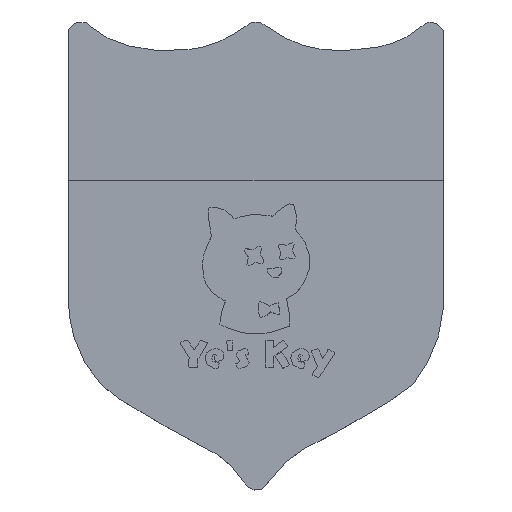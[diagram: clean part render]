
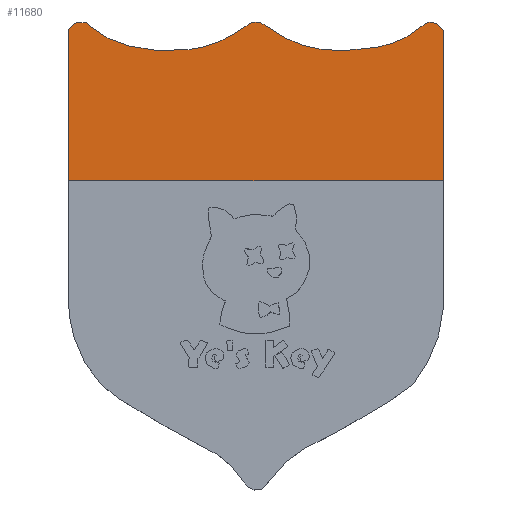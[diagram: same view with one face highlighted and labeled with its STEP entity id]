
A CAD part, top view. The second image highlights one B-rep face of the part: STEP entity #11680.
In plain terms, the highlighted planar face has unit normal (0, 0, 1).
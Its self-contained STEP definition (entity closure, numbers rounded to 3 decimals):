
#3126=ORIENTED_EDGE('',*,*,#4751,.F.);
#3127=ORIENTED_EDGE('',*,*,#4752,.T.);
#3128=ORIENTED_EDGE('',*,*,#3183,.F.);
#3129=ORIENTED_EDGE('',*,*,#3351,.T.);
#3130=ORIENTED_EDGE('',*,*,#3348,.T.);
#3131=ORIENTED_EDGE('',*,*,#3345,.T.);
#3132=ORIENTED_EDGE('',*,*,#3342,.T.);
#3133=ORIENTED_EDGE('',*,*,#3339,.T.);
#3134=ORIENTED_EDGE('',*,*,#3336,.T.);
#3135=ORIENTED_EDGE('',*,*,#3333,.T.);
#3136=ORIENTED_EDGE('',*,*,#3330,.T.);
#3137=ORIENTED_EDGE('',*,*,#3327,.T.);
#3138=ORIENTED_EDGE('',*,*,#3324,.T.);
#3139=ORIENTED_EDGE('',*,*,#3321,.T.);
#3140=ORIENTED_EDGE('',*,*,#3318,.T.);
#3141=ORIENTED_EDGE('',*,*,#3315,.T.);
#3142=ORIENTED_EDGE('',*,*,#3312,.T.);
#3143=ORIENTED_EDGE('',*,*,#3309,.T.);
#3144=ORIENTED_EDGE('',*,*,#3306,.T.);
#3145=ORIENTED_EDGE('',*,*,#3303,.T.);
#3146=ORIENTED_EDGE('',*,*,#3300,.T.);
#3147=ORIENTED_EDGE('',*,*,#3297,.T.);
#3148=ORIENTED_EDGE('',*,*,#3294,.T.);
#3149=ORIENTED_EDGE('',*,*,#3291,.T.);
#3150=ORIENTED_EDGE('',*,*,#3288,.T.);
#3151=ORIENTED_EDGE('',*,*,#3285,.T.);
#3152=ORIENTED_EDGE('',*,*,#3282,.T.);
#3153=ORIENTED_EDGE('',*,*,#3279,.T.);
#3154=ORIENTED_EDGE('',*,*,#3276,.T.);
#3155=ORIENTED_EDGE('',*,*,#3273,.T.);
#3156=ORIENTED_EDGE('',*,*,#3270,.T.);
#3157=ORIENTED_EDGE('',*,*,#3267,.T.);
#3183=EDGE_CURVE('',#4766,#4767,#5821,.T.);
#3267=EDGE_CURVE('',#4824,#4823,#5903,.T.);
#3270=EDGE_CURVE('',#4826,#4824,#5906,.T.);
#3273=EDGE_CURVE('',#4828,#4826,#5909,.T.);
#3276=EDGE_CURVE('',#4830,#4828,#5912,.T.);
#3279=EDGE_CURVE('',#4832,#4830,#5915,.T.);
#3282=EDGE_CURVE('',#4834,#4832,#5918,.T.);
#3285=EDGE_CURVE('',#4836,#4834,#5921,.T.);
#3288=EDGE_CURVE('',#4838,#4836,#5924,.T.);
#3291=EDGE_CURVE('',#4840,#4838,#5927,.T.);
#3294=EDGE_CURVE('',#4842,#4840,#5930,.T.);
#3297=EDGE_CURVE('',#4844,#4842,#5933,.T.);
#3300=EDGE_CURVE('',#4846,#4844,#5936,.T.);
#3303=EDGE_CURVE('',#4848,#4846,#5939,.T.);
#3306=EDGE_CURVE('',#4850,#4848,#5942,.T.);
#3309=EDGE_CURVE('',#4852,#4850,#5945,.T.);
#3312=EDGE_CURVE('',#4854,#4852,#5948,.T.);
#3315=EDGE_CURVE('',#4856,#4854,#5951,.T.);
#3318=EDGE_CURVE('',#4858,#4856,#5954,.T.);
#3321=EDGE_CURVE('',#4860,#4858,#5957,.T.);
#3324=EDGE_CURVE('',#4862,#4860,#5960,.T.);
#3327=EDGE_CURVE('',#4864,#4862,#5963,.T.);
#3330=EDGE_CURVE('',#4866,#4864,#5966,.T.);
#3333=EDGE_CURVE('',#4868,#4866,#5969,.T.);
#3336=EDGE_CURVE('',#4870,#4868,#5972,.T.);
#3339=EDGE_CURVE('',#4872,#4870,#5975,.T.);
#3342=EDGE_CURVE('',#4874,#4872,#5978,.T.);
#3345=EDGE_CURVE('',#4876,#4874,#5981,.T.);
#3348=EDGE_CURVE('',#4878,#4876,#5984,.T.);
#3351=EDGE_CURVE('',#4766,#4878,#5987,.T.);
#4751=EDGE_CURVE('',#5811,#4823,#7387,.T.);
#4752=EDGE_CURVE('',#5811,#4767,#7388,.T.);
#4766=VERTEX_POINT('',#17954);
#4767=VERTEX_POINT('',#17956);
#4823=VERTEX_POINT('',#18139);
#4824=VERTEX_POINT('',#18141);
#4826=VERTEX_POINT('',#18147);
#4828=VERTEX_POINT('',#18153);
#4830=VERTEX_POINT('',#18159);
#4832=VERTEX_POINT('',#18165);
#4834=VERTEX_POINT('',#18171);
#4836=VERTEX_POINT('',#18177);
#4838=VERTEX_POINT('',#18183);
#4840=VERTEX_POINT('',#18189);
#4842=VERTEX_POINT('',#18195);
#4844=VERTEX_POINT('',#18201);
#4846=VERTEX_POINT('',#18207);
#4848=VERTEX_POINT('',#18213);
#4850=VERTEX_POINT('',#18219);
#4852=VERTEX_POINT('',#18225);
#4854=VERTEX_POINT('',#18231);
#4856=VERTEX_POINT('',#18237);
#4858=VERTEX_POINT('',#18243);
#4860=VERTEX_POINT('',#18249);
#4862=VERTEX_POINT('',#18255);
#4864=VERTEX_POINT('',#18261);
#4866=VERTEX_POINT('',#18267);
#4868=VERTEX_POINT('',#18273);
#4870=VERTEX_POINT('',#18279);
#4872=VERTEX_POINT('',#18285);
#4874=VERTEX_POINT('',#18291);
#4876=VERTEX_POINT('',#18297);
#4878=VERTEX_POINT('',#18303);
#5811=VERTEX_POINT('',#21119);
#5821=LINE('',#17955,#7402);
#5903=LINE('',#18140,#7484);
#5906=LINE('',#18146,#7487);
#5909=LINE('',#18152,#7490);
#5912=LINE('',#18158,#7493);
#5915=LINE('',#18164,#7496);
#5918=LINE('',#18170,#7499);
#5921=LINE('',#18176,#7502);
#5924=LINE('',#18182,#7505);
#5927=LINE('',#18188,#7508);
#5930=LINE('',#18194,#7511);
#5933=LINE('',#18200,#7514);
#5936=LINE('',#18206,#7517);
#5939=LINE('',#18212,#7520);
#5942=LINE('',#18218,#7523);
#5945=LINE('',#18224,#7526);
#5948=LINE('',#18230,#7529);
#5951=LINE('',#18236,#7532);
#5954=LINE('',#18242,#7535);
#5957=LINE('',#18248,#7538);
#5960=LINE('',#18254,#7541);
#5963=LINE('',#18260,#7544);
#5966=LINE('',#18266,#7547);
#5969=LINE('',#18272,#7550);
#5972=LINE('',#18278,#7553);
#5975=LINE('',#18284,#7556);
#5978=LINE('',#18290,#7559);
#5981=LINE('',#18296,#7562);
#5984=LINE('',#18302,#7565);
#5987=LINE('',#18308,#7568);
#7387=LINE('',#21120,#8968);
#7388=LINE('',#21122,#8969);
#7402=VECTOR('',#15286,1000.);
#7484=VECTOR('',#15420,1000.);
#7487=VECTOR('',#15425,1000.);
#7490=VECTOR('',#15430,1000.);
#7493=VECTOR('',#15435,1000.);
#7496=VECTOR('',#15440,1000.);
#7499=VECTOR('',#15445,1000.);
#7502=VECTOR('',#15450,1000.);
#7505=VECTOR('',#15455,1000.);
#7508=VECTOR('',#15460,1000.);
#7511=VECTOR('',#15465,1000.);
#7514=VECTOR('',#15470,1000.);
#7517=VECTOR('',#15475,1000.);
#7520=VECTOR('',#15480,1000.);
#7523=VECTOR('',#15485,1000.);
#7526=VECTOR('',#15490,1000.);
#7529=VECTOR('',#15495,1000.);
#7532=VECTOR('',#15500,1000.);
#7535=VECTOR('',#15505,1000.);
#7538=VECTOR('',#15510,1000.);
#7541=VECTOR('',#15515,1000.);
#7544=VECTOR('',#15520,1000.);
#7547=VECTOR('',#15525,1000.);
#7550=VECTOR('',#15530,1000.);
#7553=VECTOR('',#15535,1000.);
#7556=VECTOR('',#15540,1000.);
#7559=VECTOR('',#15545,1000.);
#7562=VECTOR('',#15550,1000.);
#7565=VECTOR('',#15555,1000.);
#7568=VECTOR('',#15560,1000.);
#8968=VECTOR('',#17920,1000.);
#8969=VECTOR('',#17923,1000.);
#9531=EDGE_LOOP('',(#3126,#3127,#3128,#3129,#3130,#3131,#3132,#3133,#3134,
#3135,#3136,#3137,#3138,#3139,#3140,#3141,#3142,#3143,#3144,#3145,#3146,
#3147,#3148,#3149,#3150,#3151,#3152,#3153,#3154,#3155,#3156,#3157));
#10087=FACE_BOUND('',#9531,.T.);
#10630=PLANE('',#15274);
#11680=ADVANCED_FACE('',(#10087),#10630,.T.);
#15274=AXIS2_PLACEMENT_3D('',#21123,#17924,#17925);
#15286=DIRECTION('',(0.,-1.,0.));
#15420=DIRECTION('',(-0.595,-0.804,0.));
#15425=DIRECTION('',(-0.864,-0.503,0.));
#15430=DIRECTION('',(-0.998,0.059,0.));
#15435=DIRECTION('',(-0.797,0.604,0.));
#15440=DIRECTION('',(-0.825,0.565,0.));
#15445=DIRECTION('',(-0.942,0.337,0.));
#15450=DIRECTION('',(-0.988,0.157,0.));
#15455=DIRECTION('',(-1.,-0.019,0.));
#15460=DIRECTION('',(-0.984,-0.18,0.));
#15465=DIRECTION('',(-0.95,-0.312,0.));
#15470=DIRECTION('',(-0.897,-0.442,0.));
#15475=DIRECTION('',(-0.836,-0.548,0.));
#15480=DIRECTION('',(-0.859,-0.512,0.));
#15485=DIRECTION('',(-0.978,-0.21,0.));
#15490=DIRECTION('',(-0.983,0.184,0.));
#15495=DIRECTION('',(-0.848,0.531,0.));
#15500=DIRECTION('',(-0.852,0.524,0.));
#15505=DIRECTION('',(-0.924,0.381,0.));
#15510=DIRECTION('',(-0.978,0.207,0.));
#15515=DIRECTION('',(-0.998,0.056,0.));
#15520=DIRECTION('',(-0.995,-0.099,0.));
#15525=DIRECTION('',(-0.964,-0.267,0.));
#15530=DIRECTION('',(-0.919,-0.394,0.));
#15535=DIRECTION('',(-0.822,-0.57,0.));
#15540=DIRECTION('',(-0.791,-0.612,0.));
#15545=DIRECTION('',(-0.963,-0.271,0.));
#15550=DIRECTION('',(-0.974,0.228,0.));
#15555=DIRECTION('',(-0.66,0.751,0.));
#15560=DIRECTION('',(-0.431,0.902,0.));
#17920=DIRECTION('',(0.,1.,0.));
#17923=DIRECTION('',(1.,0.,0.));
#17924=DIRECTION('',(0.,0.,1.));
#17925=DIRECTION('',(1.,0.,0.));
#17954=CARTESIAN_POINT('',(15.24,18.344,1.47));
#17955=CARTESIAN_POINT('',(15.24,7.097,1.47));
#17956=CARTESIAN_POINT('',(15.24,6.123,1.47));
#18139=CARTESIAN_POINT('',(-15.238,18.392,1.47));
#18140=CARTESIAN_POINT('',(-15.1,18.579,1.47));
#18141=CARTESIAN_POINT('',(-14.962,18.765,1.47));
#18146=CARTESIAN_POINT('',(-14.768,18.878,1.47));
#18147=CARTESIAN_POINT('',(-14.574,18.991,1.47));
#18152=CARTESIAN_POINT('',(-14.194,18.968,1.47));
#18153=CARTESIAN_POINT('',(-13.814,18.946,1.47));
#18158=CARTESIAN_POINT('',(-13.595,18.78,1.47));
#18159=CARTESIAN_POINT('',(-13.377,18.615,1.47));
#18164=CARTESIAN_POINT('',(-12.705,18.156,1.47));
#18165=CARTESIAN_POINT('',(-12.033,17.696,1.47));
#18170=CARTESIAN_POINT('',(-11.145,17.378,1.47));
#18171=CARTESIAN_POINT('',(-10.257,17.061,1.47));
#18176=CARTESIAN_POINT('',(-9.189,16.891,1.47));
#18177=CARTESIAN_POINT('',(-8.12,16.722,1.47));
#18182=CARTESIAN_POINT('',(-6.826,16.746,1.47));
#18183=CARTESIAN_POINT('',(-5.532,16.77,1.47));
#18188=CARTESIAN_POINT('',(-4.906,16.884,1.47));
#18189=CARTESIAN_POINT('',(-4.281,16.999,1.47));
#18194=CARTESIAN_POINT('',(-3.698,17.19,1.47));
#18195=CARTESIAN_POINT('',(-3.114,17.382,1.47));
#18200=CARTESIAN_POINT('',(-2.547,17.661,1.47));
#18201=CARTESIAN_POINT('',(-1.98,17.94,1.47));
#18206=CARTESIAN_POINT('',(-1.405,18.316,1.47));
#18207=CARTESIAN_POINT('',(-0.83,18.693,1.47));
#18212=CARTESIAN_POINT('',(-0.629,18.813,1.47));
#18213=CARTESIAN_POINT('',(-0.427,18.934,1.47));
#18218=CARTESIAN_POINT('',(-0.211,18.98,1.47));
#18219=CARTESIAN_POINT('',(0.004,19.026,1.47));
#18224=CARTESIAN_POINT('',(0.205,18.989,1.47));
#18225=CARTESIAN_POINT('',(0.406,18.951,1.47));
#18230=CARTESIAN_POINT('',(0.691,18.773,1.47));
#18231=CARTESIAN_POINT('',(0.976,18.594,1.47));
#18236=CARTESIAN_POINT('',(1.7,18.149,1.47));
#18237=CARTESIAN_POINT('',(2.424,17.704,1.47));
#18242=CARTESIAN_POINT('',(3.135,17.411,1.47));
#18243=CARTESIAN_POINT('',(3.846,17.117,1.47));
#18248=CARTESIAN_POINT('',(4.609,16.956,1.47));
#18249=CARTESIAN_POINT('',(5.371,16.795,1.47));
#18254=CARTESIAN_POINT('',(6.25,16.745,1.47));
#18255=CARTESIAN_POINT('',(7.128,16.696,1.47));
#18260=CARTESIAN_POINT('',(8.507,16.833,1.47));
#18261=CARTESIAN_POINT('',(9.885,16.97,1.47));
#18266=CARTESIAN_POINT('',(10.494,17.139,1.47));
#18267=CARTESIAN_POINT('',(11.103,17.308,1.47));
#18272=CARTESIAN_POINT('',(11.649,17.542,1.47));
#18273=CARTESIAN_POINT('',(12.195,17.776,1.47));
#18278=CARTESIAN_POINT('',(12.757,18.166,1.47));
#18279=CARTESIAN_POINT('',(13.32,18.556,1.47));
#18284=CARTESIAN_POINT('',(13.544,18.729,1.47));
#18285=CARTESIAN_POINT('',(13.767,18.902,1.47));
#18290=CARTESIAN_POINT('',(13.962,18.957,1.47));
#18291=CARTESIAN_POINT('',(14.157,19.012,1.47));
#18296=CARTESIAN_POINT('',(14.474,18.937,1.47));
#18297=CARTESIAN_POINT('',(14.791,18.863,1.47));
#18302=CARTESIAN_POINT('',(15.011,18.613,1.47));
#18303=CARTESIAN_POINT('',(15.232,18.362,1.47));
#18308=CARTESIAN_POINT('',(15.236,18.353,1.47));
#21119=CARTESIAN_POINT('',(-15.239,6.123,1.47));
#21120=CARTESIAN_POINT('',(-15.238,12.257,1.47));
#21122=CARTESIAN_POINT('',(0.001,6.123,1.47));
#21123=CARTESIAN_POINT('',(0.,0.,1.47));
